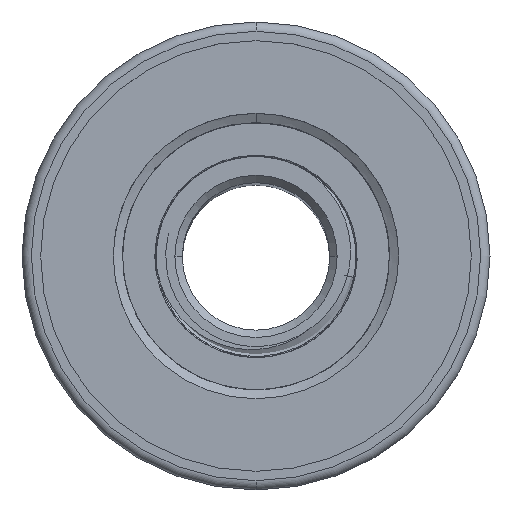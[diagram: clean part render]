
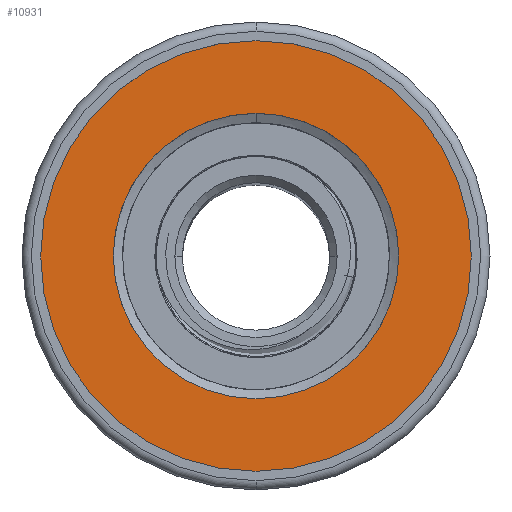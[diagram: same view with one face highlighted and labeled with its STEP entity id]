
A CAD part, top view. The second image highlights one B-rep face of the part: STEP entity #10931.
In plain terms, the highlighted planar face has unit normal (0, 0, 1).
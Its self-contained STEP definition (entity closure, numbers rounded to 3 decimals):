
#3082=CARTESIAN_POINT('',(0.,0.,-1.25));
#3083=DIRECTION('',(0.,0.,-1.));
#3084=DIRECTION('',(0.,1.,0.));
#3085=AXIS2_PLACEMENT_3D('',#3082,#3083,#3084);
#3623=CARTESIAN_POINT('',(0.,0.,-1.25));
#3624=DIRECTION('',(0.,0.,-1.));
#3625=DIRECTION('',(0.,-1.,0.));
#3626=AXIS2_PLACEMENT_3D('',#3623,#3624,#3625);
#5967=CARTESIAN_POINT('',(0.,0.,-1.25));
#5968=DIRECTION('',(0.,0.,1.));
#5969=DIRECTION('',(1.,0.,0.));
#5970=AXIS2_PLACEMENT_3D('',#5967,#5968,#5969);
#5972=CARTESIAN_POINT('',(0.,0.,-1.25));
#5973=DIRECTION('',(0.,0.,1.));
#5974=DIRECTION('',(-1.,0.,0.));
#5975=AXIS2_PLACEMENT_3D('',#5972,#5973,#5974);
#6135=CARTESIAN_POINT('',(23.,0.,-1.25));
#6136=CARTESIAN_POINT('',(-23.,0.,-1.25));
#6137=VERTEX_POINT('',#6135);
#6138=VERTEX_POINT('',#6136);
#6143=CARTESIAN_POINT('',(0.,15.25,-1.25));
#6144=CARTESIAN_POINT('',(0.,-15.25,-1.25));
#6145=VERTEX_POINT('',#6143);
#6146=VERTEX_POINT('',#6144);
#10918=CARTESIAN_POINT('',(0.,0.,-1.25));
#10919=DIRECTION('',(0.,0.,1.));
#10920=DIRECTION('',(1.,0.,0.));
#10921=AXIS2_PLACEMENT_3D('',#10918,#10919,#10920);
#10922=PLANE('',#10921);
#10923=ORIENTED_EDGE('',*,*,#10898,.F.);
#10924=ORIENTED_EDGE('',*,*,#10912,.F.);
#10925=EDGE_LOOP('',(#10923,#10924));
#10926=FACE_OUTER_BOUND('',#10925,.F.);
#10927=ORIENTED_EDGE('',*,*,#6332,.F.);
#10928=ORIENTED_EDGE('',*,*,#6765,.F.);
#10929=EDGE_LOOP('',(#10927,#10928));
#10930=FACE_BOUND('',#10929,.F.);
#10931=ADVANCED_FACE('',(#10926,#10930),#10922,.T.);
#3086=CIRCLE('',#3085,15.25);
#3627=CIRCLE('',#3626,15.25);
#5971=CIRCLE('',#5970,23.);
#5976=CIRCLE('',#5975,23.);
#6332=EDGE_CURVE('',#6145,#6146,#3086,.T.);
#6765=EDGE_CURVE('',#6146,#6145,#3627,.T.);
#10898=EDGE_CURVE('',#6137,#6138,#5971,.T.);
#10912=EDGE_CURVE('',#6138,#6137,#5976,.T.);
